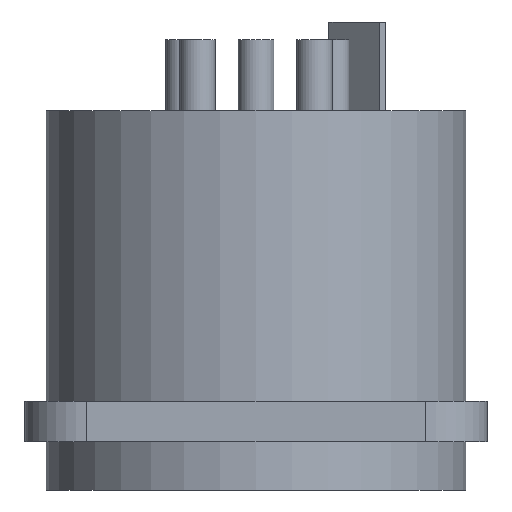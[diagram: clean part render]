
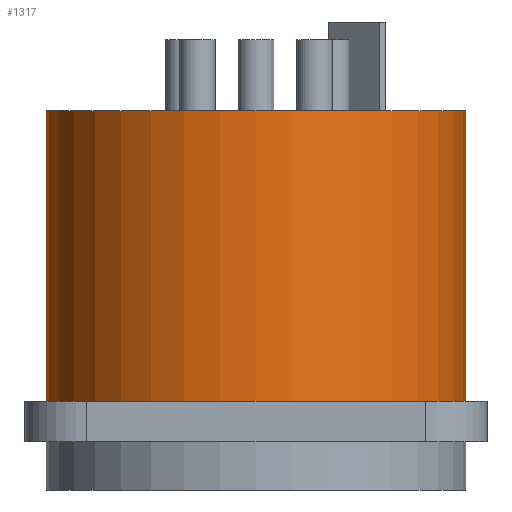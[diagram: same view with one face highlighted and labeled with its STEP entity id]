
A CAD part, front view. The second image highlights one B-rep face of the part: STEP entity #1317.
In plain terms, the highlighted cylindrical face has radius 11.8 mm (diameter 23.6 mm), a partial arc.
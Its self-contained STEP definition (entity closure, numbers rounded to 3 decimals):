
#161=CARTESIAN_POINT('',(0.,0.,2.3));
#162=DIRECTION('',(0.,0.,-1.));
#163=DIRECTION('',(1.,0.,0.));
#164=AXIS2_PLACEMENT_3D('',#161,#162,#163);
#222=DIRECTION('',(0.,0.,-1.));
#223=VECTOR('',#222,16.3);
#224=CARTESIAN_POINT('',(-11.8,0.,18.6));
#225=LINE('',#224,#223);
#230=DIRECTION('',(0.,0.,-1.));
#231=VECTOR('',#230,16.3);
#232=CARTESIAN_POINT('',(11.8,0.,18.6));
#233=LINE('',#232,#231);
#417=CARTESIAN_POINT('',(0.,0.,18.6));
#418=DIRECTION('',(0.,0.,-1.));
#419=DIRECTION('',(1.,0.,0.));
#420=AXIS2_PLACEMENT_3D('',#417,#418,#419);
#786=CARTESIAN_POINT('',(-11.8,0.,18.6));
#787=CARTESIAN_POINT('',(11.8,0.,18.6));
#788=VERTEX_POINT('',#786);
#789=VERTEX_POINT('',#787);
#798=CARTESIAN_POINT('',(-11.8,0.,2.3));
#799=VERTEX_POINT('',#798);
#800=CARTESIAN_POINT('',(11.8,0.,2.3));
#801=VERTEX_POINT('',#800);
#1305=CARTESIAN_POINT('',(0.,0.,18.6));
#1306=DIRECTION('',(0.,0.,-1.));
#1307=DIRECTION('',(-1.,0.,0.));
#1308=AXIS2_PLACEMENT_3D('',#1305,#1306,#1307);
#1309=CYLINDRICAL_SURFACE('',#1308,11.8);
#1310=ORIENTED_EDGE('',*,*,#1282,.F.);
#1312=ORIENTED_EDGE('',*,*,#1311,.F.);
#1313=ORIENTED_EDGE('',*,*,#1285,.T.);
#1314=ORIENTED_EDGE('',*,*,#1149,.T.);
#1315=EDGE_LOOP('',(#1310,#1312,#1313,#1314));
#1316=FACE_OUTER_BOUND('',#1315,.F.);
#1317=ADVANCED_FACE('',(#1316),#1309,.T.);
#165=CIRCLE('',#164,11.8);
#421=CIRCLE('',#420,11.8);
#1149=EDGE_CURVE('',#801,#799,#165,.T.);
#1282=EDGE_CURVE('',#788,#799,#225,.T.);
#1285=EDGE_CURVE('',#789,#801,#233,.T.);
#1311=EDGE_CURVE('',#789,#788,#421,.T.);
